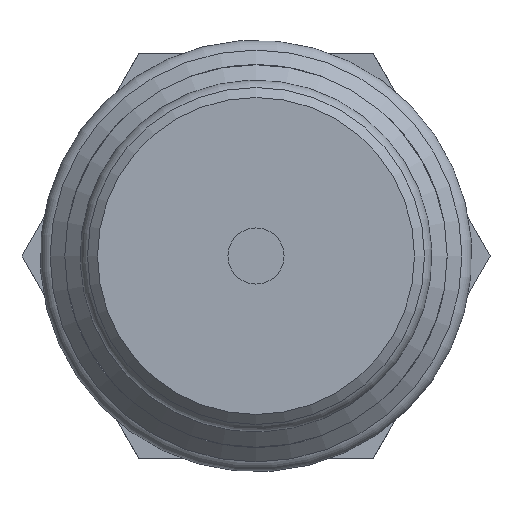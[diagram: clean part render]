
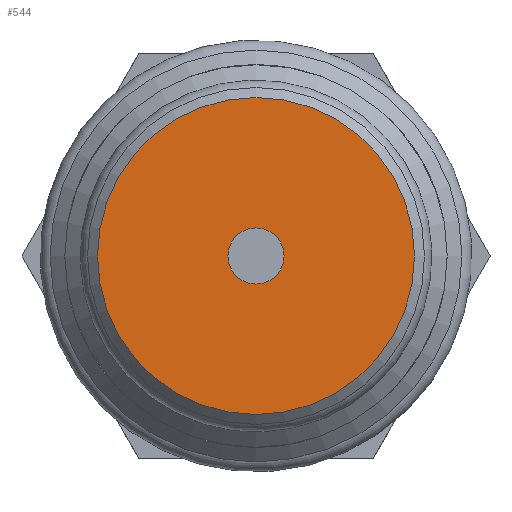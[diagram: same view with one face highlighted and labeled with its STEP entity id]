
A CAD part, front view. The second image highlights one B-rep face of the part: STEP entity #544.
In plain terms, the highlighted planar face has unit normal (0, -1, 0).
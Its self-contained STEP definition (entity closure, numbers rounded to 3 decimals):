
#56=CIRCLE('',#648,1.5);
#57=CIRCLE('',#650,8.467);
#110=PLANE('',#649);
#188=ORIENTED_EDGE('',*,*,#278,.F.);
#189=ORIENTED_EDGE('',*,*,#277,.T.);
#277=EDGE_CURVE('',#324,#324,#56,.T.);
#278=EDGE_CURVE('',#325,#325,#57,.T.);
#324=VERTEX_POINT('',#1502);
#325=VERTEX_POINT('',#1505);
#391=EDGE_LOOP('',(#188));
#392=EDGE_LOOP('',(#189));
#465=FACE_BOUND('',#391,.T.);
#466=FACE_BOUND('',#392,.T.);
#544=ADVANCED_FACE('',(#465,#466),#110,.T.);
#648=AXIS2_PLACEMENT_3D('',#1501,#771,#772);
#649=AXIS2_PLACEMENT_3D('',#1503,#773,#774);
#650=AXIS2_PLACEMENT_3D('',#1504,#775,#776);
#771=DIRECTION('',(0.,1.,0.));
#772=DIRECTION('',(-1.,0.,0.));
#773=DIRECTION('',(0.,-1.,0.));
#774=DIRECTION('',(0.,0.,-1.));
#775=DIRECTION('',(0.,1.,0.));
#776=DIRECTION('',(-1.,0.,0.));
#1501=CARTESIAN_POINT('',(13.475,-23.421,0.));
#1502=CARTESIAN_POINT('',(11.975,-23.421,0.));
#1503=CARTESIAN_POINT('',(8.492,-23.421,0.));
#1504=CARTESIAN_POINT('',(13.475,-23.421,0.));
#1505=CARTESIAN_POINT('',(5.008,-23.421,0.));
